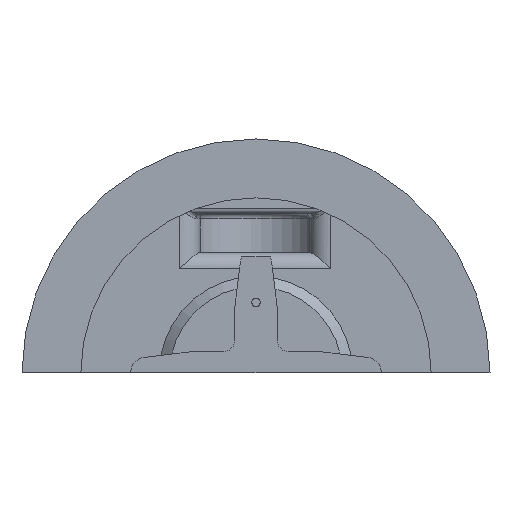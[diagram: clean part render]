
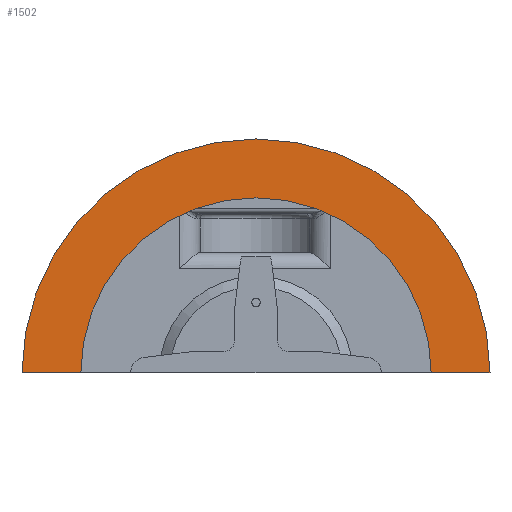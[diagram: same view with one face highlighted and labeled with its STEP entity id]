
A CAD part, front view. The second image highlights one B-rep face of the part: STEP entity #1502.
In plain terms, the highlighted planar face has unit normal (0, -1, 0).
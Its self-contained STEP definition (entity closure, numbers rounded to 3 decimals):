
#100=PLANE('',#1679);
#180=FACE_OUTER_BOUND('',#269,.T.);
#269=EDGE_LOOP('',(#1367,#1368,#1369,#1370));
#350=LINE('',#2650,#458);
#361=LINE('',#2669,#469);
#458=VECTOR('',#2016,10.);
#469=VECTOR('',#2027,10.);
#566=CIRCLE('',#1651,44.75);
#572=CIRCLE('',#1680,33.5);
#692=VERTEX_POINT('',#2647);
#693=VERTEX_POINT('',#2649);
#700=VERTEX_POINT('',#2666);
#701=VERTEX_POINT('',#2668);
#886=EDGE_CURVE('',#692,#693,#350,.T.);
#897=EDGE_CURVE('',#700,#701,#361,.T.);
#903=EDGE_CURVE('',#692,#701,#566,.T.);
#939=EDGE_CURVE('',#700,#693,#572,.T.);
#1367=ORIENTED_EDGE('',*,*,#886,.F.);
#1368=ORIENTED_EDGE('',*,*,#903,.T.);
#1369=ORIENTED_EDGE('',*,*,#897,.F.);
#1370=ORIENTED_EDGE('',*,*,#939,.T.);
#1502=ADVANCED_FACE('',(#180),#100,.T.);
#1651=AXIS2_PLACEMENT_3D('',#2679,#2038,#2039);
#1679=AXIS2_PLACEMENT_3D('',#2894,#2113,#2114);
#1680=AXIS2_PLACEMENT_3D('',#2895,#2115,#2116);
#2016=DIRECTION('',(-1.,0.,0.));
#2027=DIRECTION('',(-1.,0.,0.));
#2038=DIRECTION('center_axis',(0.,-1.,0.));
#2039=DIRECTION('ref_axis',(1.,0.,0.));
#2113=DIRECTION('center_axis',(0.,-1.,0.));
#2114=DIRECTION('ref_axis',(-1.,0.,0.));
#2115=DIRECTION('center_axis',(0.,1.,0.));
#2116=DIRECTION('ref_axis',(1.,0.,0.));
#2647=CARTESIAN_POINT('',(-145.241,-32.5,-182.5));
#2649=CARTESIAN_POINT('',(-156.491,-32.5,-182.5));
#2650=CARTESIAN_POINT('',(-179.995,-32.5,-182.5));
#2666=CARTESIAN_POINT('',(-223.491,-32.5,-182.5));
#2668=CARTESIAN_POINT('',(-234.741,-32.5,-182.5));
#2669=CARTESIAN_POINT('',(-179.995,-32.5,-182.5));
#2679=CARTESIAN_POINT('Origin',(-189.991,-32.5,-182.5));
#2894=CARTESIAN_POINT('Origin',(-170.,-32.5,-205.));
#2895=CARTESIAN_POINT('Origin',(-189.991,-32.5,-182.5));
